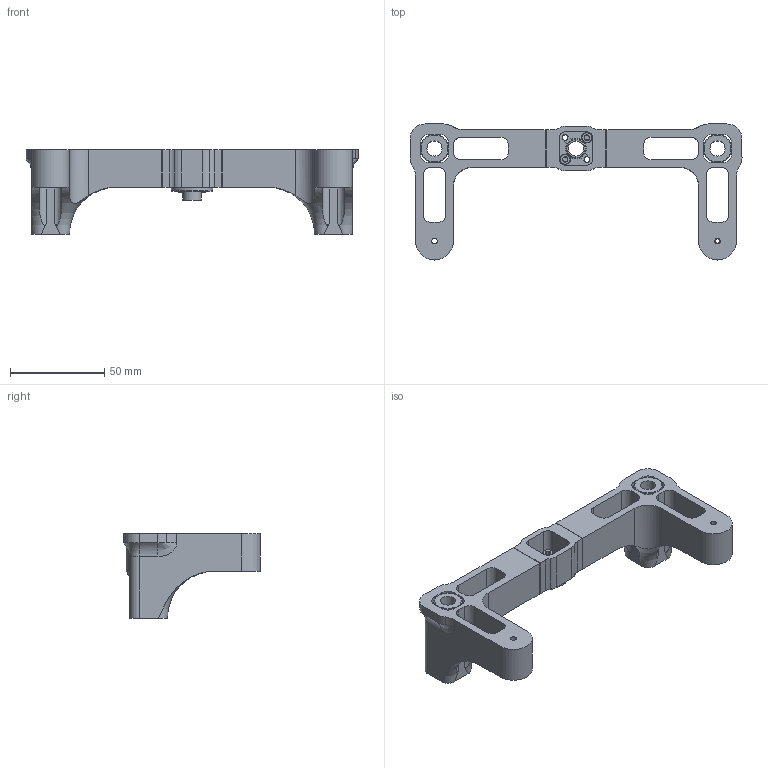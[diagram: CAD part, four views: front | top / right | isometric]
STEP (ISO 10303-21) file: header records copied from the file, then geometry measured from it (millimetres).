
FILE_DESCRIPTION(/* description */ (''),/* implementation_level */ '2;1');
FILE_NAME(/* name */ 'modular_bed_support_carriage.stp',/* time_stamp */ '2016-06-11T01:28:24-07:00',/* author */ (''),/* organization */ (''),/* preprocessor_version */ 'ST-DEVELOPER v16.5',/* originating_system */ 'Autodesk Translation Framework v5.0.0.3310',/* authorisation */ '');
FILE_SCHEMA (('AUTOMOTIVE_DESIGN { 1 0 10303 214 3 1 1 }'));
Length unit declared in the file: centimetre
Products named in the file (6): Bed Support Carriage - Modular; Leadscrew Nut; LMUW8 (1); LMUW8; 91290A113 (2); 90591A121
Assembly tree (6 placements, depth 2):
  Bed Support Carriage - Modular
    Leadscrew Nut
    LMUW8 (1)
    LMUW8
    91290A113 (2)  x2
    90591A121
Bounding box: 176 x 72.1 x 45 mm (x, y, z)
Volume: 90576.1 mm3; surface area: 49854.6 mm2
Topology: 9 solids, 9 shells, 352 faces, 899 edges, 578 vertices
Faces by surface type: plane 146, cylinder 142, cone 42, torus 12, bspline 10
Full cylindrical faces by diameter (mm): 3 x36, 5.5 x2, 8 x3, 10 x2, 14.3 x4, 15 x6, 22 x1
Entity records: 13320 total; most frequent: CARTESIAN_POINT 6120, DIRECTION 1487, ORIENTED_EDGE 1426, EDGE_CURVE 713, AXIS2_PLACEMENT_3D 557, VERTEX_POINT 482, EDGE_LOOP 377, LINE 373
